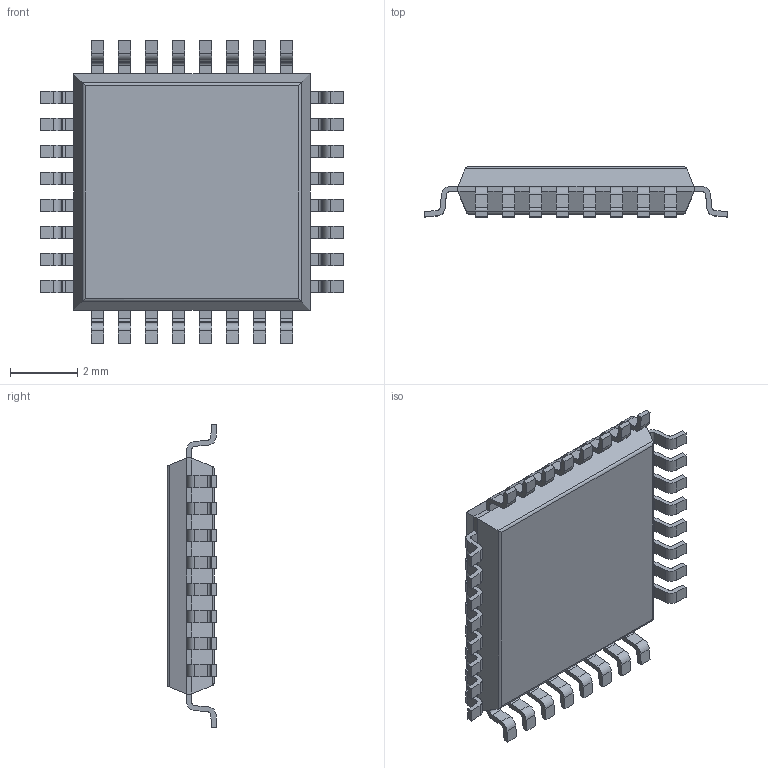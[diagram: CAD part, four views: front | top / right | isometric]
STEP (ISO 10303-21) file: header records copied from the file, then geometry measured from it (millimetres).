
FILE_DESCRIPTION(('STEP AP203'),'1');
FILE_NAME('stm32f030k6t6.stp','2020-12-02T07:47:42',('TraceParts'),('TraceParts S.A.'),'Spatial InterOp 3D',' ',' ');
FILE_SCHEMA(('CONFIG_CONTROL_DESIGN'));
Length unit declared in the file: millimetre
Products named in the file (1): 1
Bounding box: 9 x 1.48 x 9 mm (x, y, z)
Volume: 66.8 mm3; surface area: 174.9 mm2
Topology: 1 solids, 1 shells, 441 faces, 1234 edges, 796 vertices
Faces by surface type: plane 303, cylinder 138
Entity records: 14080 total; most frequent: CARTESIAN_POINT 2472, ORIENTED_EDGE 2468, DIRECTION 2386, EDGE_CURVE 1234, LINE 966, VECTOR 966, VERTEX_POINT 796, AXIS2_PLACEMENT_3D 710
